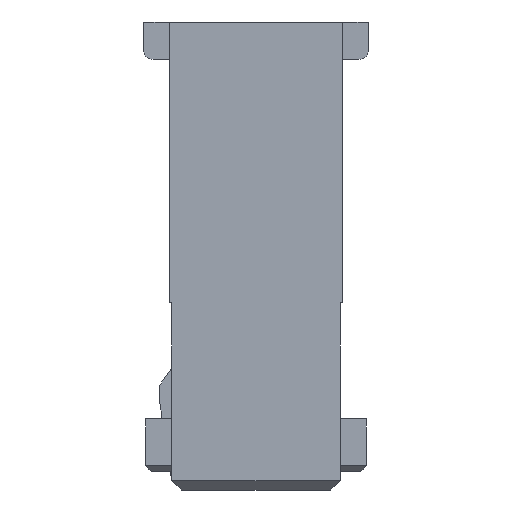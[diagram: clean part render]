
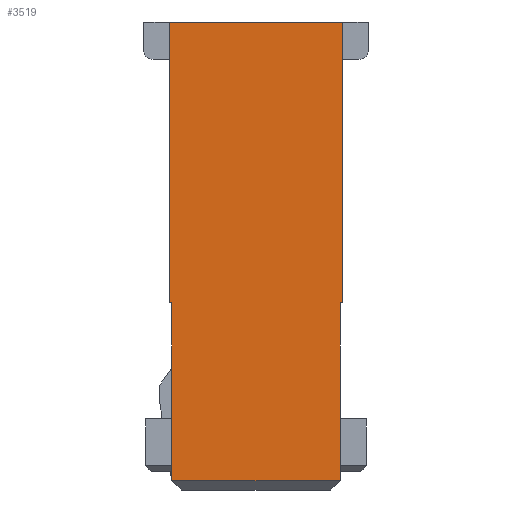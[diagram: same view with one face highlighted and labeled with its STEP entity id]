
A CAD part, left-side view. The second image highlights one B-rep face of the part: STEP entity #3519.
In plain terms, the highlighted planar face has unit normal (-1, 0, 0).
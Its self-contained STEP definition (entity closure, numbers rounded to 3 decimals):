
#784=ORIENTED_EDGE('',*,*,#1041,.T.);
#785=ORIENTED_EDGE('',*,*,#1409,.T.);
#786=ORIENTED_EDGE('',*,*,#1074,.T.);
#787=ORIENTED_EDGE('',*,*,#1446,.T.);
#788=ORIENTED_EDGE('',*,*,#1120,.T.);
#789=ORIENTED_EDGE('',*,*,#1456,.T.);
#790=ORIENTED_EDGE('',*,*,#1152,.T.);
#791=ORIENTED_EDGE('',*,*,#1417,.T.);
#1041=EDGE_CURVE('',#1538,#1537,#1857,.T.);
#1074=EDGE_CURVE('',#1571,#1570,#1890,.T.);
#1120=EDGE_CURVE('',#1607,#1606,#1932,.T.);
#1152=EDGE_CURVE('',#1629,#1628,#1960,.T.);
#1409=EDGE_CURVE('',#1537,#1571,#2215,.T.);
#1417=EDGE_CURVE('',#1628,#1538,#2223,.T.);
#1446=EDGE_CURVE('',#1570,#1607,#2252,.T.);
#1456=EDGE_CURVE('',#1606,#1629,#2262,.T.);
#1537=VERTEX_POINT('',#4676);
#1538=VERTEX_POINT('',#4678);
#1570=VERTEX_POINT('',#4743);
#1571=VERTEX_POINT('',#4745);
#1606=VERTEX_POINT('',#4836);
#1607=VERTEX_POINT('',#4838);
#1628=VERTEX_POINT('',#4901);
#1629=VERTEX_POINT('',#4903);
#1857=LINE('',#4677,#2341);
#1890=LINE('',#4744,#2374);
#1932=LINE('',#4837,#2416);
#1960=LINE('',#4902,#2444);
#2215=LINE('',#5417,#2699);
#2223=LINE('',#5430,#2707);
#2252=LINE('',#5486,#2736);
#2262=LINE('',#5505,#2746);
#2341=VECTOR('',#3791,1000.);
#2374=VECTOR('',#3826,1000.);
#2416=VECTOR('',#3898,1000.);
#2444=VECTOR('',#3956,1000.);
#2699=VECTOR('',#4393,1000.);
#2707=VECTOR('',#4407,1000.);
#2736=VECTOR('',#4466,1000.);
#2746=VECTOR('',#4486,1000.);
#2961=EDGE_LOOP('',(#784,#785,#786,#787,#788,#789,#790,#791));
#3155=FACE_BOUND('',#2961,.T.);
#3336=PLANE('',#3728);
#3519=ADVANCED_FACE('',(#3155),#3336,.T.);
#3728=AXIS2_PLACEMENT_3D('',#5504,#4484,#4485);
#3791=DIRECTION('',(0.,0.,-1.));
#3826=DIRECTION('',(0.,0.,1.));
#3898=DIRECTION('',(0.,0.,1.));
#3956=DIRECTION('',(0.,0.,-1.));
#4393=DIRECTION('',(0.,-1.,0.));
#4407=DIRECTION('',(0.,-1.,0.));
#4466=DIRECTION('',(0.,-1.,0.));
#4484=DIRECTION('',(-1.,0.,0.));
#4485=DIRECTION('',(0.,0.,1.));
#4486=DIRECTION('',(0.,1.,0.));
#4676=CARTESIAN_POINT('',(-5.,4.5,-12.));
#4677=CARTESIAN_POINT('',(-5.,4.5,-2.5));
#4678=CARTESIAN_POINT('',(-5.,4.5,-2.5));
#4743=CARTESIAN_POINT('',(-5.,-4.5,-2.5));
#4744=CARTESIAN_POINT('',(-5.,-4.5,-2.5));
#4745=CARTESIAN_POINT('',(-5.,-4.5,-12.));
#4836=CARTESIAN_POINT('',(-5.,-4.625,12.5));
#4837=CARTESIAN_POINT('',(-5.,-4.625,12.5));
#4838=CARTESIAN_POINT('',(-5.,-4.625,-2.5));
#4901=CARTESIAN_POINT('',(-5.,4.625,-2.5));
#4902=CARTESIAN_POINT('',(-5.,4.625,12.5));
#4903=CARTESIAN_POINT('',(-5.,4.625,12.5));
#5417=CARTESIAN_POINT('',(-5.,-4.5,-12.));
#5430=CARTESIAN_POINT('',(-5.,4.625,-2.5));
#5486=CARTESIAN_POINT('',(-5.,-4.625,-2.5));
#5504=CARTESIAN_POINT('',(-5.,0.,0.));
#5505=CARTESIAN_POINT('',(-5.,4.625,12.5));
